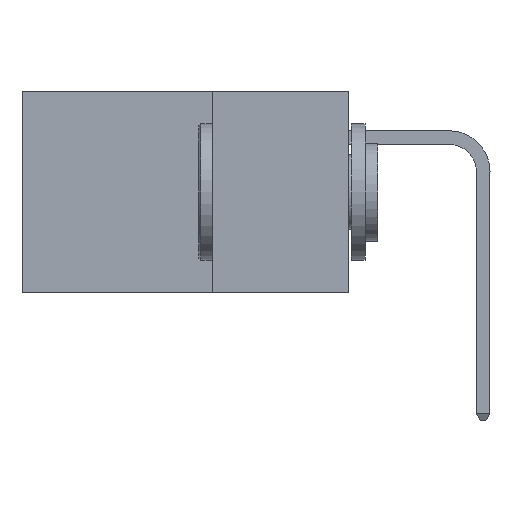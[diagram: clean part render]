
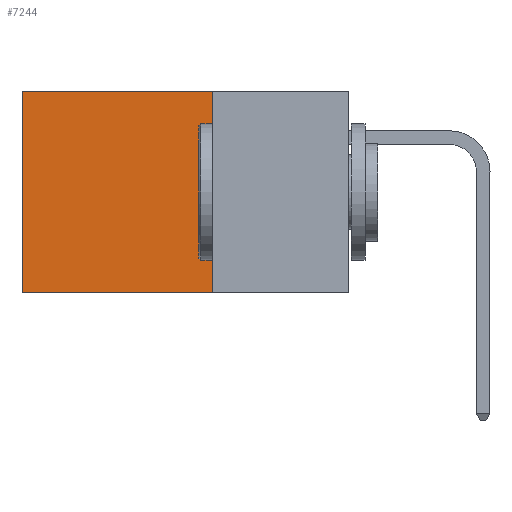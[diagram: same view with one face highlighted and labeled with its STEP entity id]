
A CAD part, left-side view. The second image highlights one B-rep face of the part: STEP entity #7244.
In plain terms, the highlighted planar face has unit normal (-1, 0, 0).
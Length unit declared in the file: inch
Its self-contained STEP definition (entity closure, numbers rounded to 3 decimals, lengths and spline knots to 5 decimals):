
#2179 = VECTOR ( 'NONE', #13816, 39.37008 ) ;
#2227 = CARTESIAN_POINT ( 'NONE',  ( 0.2875, 0.6, -0.37 ) ) ;
#2379 = DIRECTION ( 'NONE',  ( 0., 0., -1. ) ) ;
#2999 = DIRECTION ( 'NONE',  ( 0., 1., 0. ) ) ;
#3076 = VERTEX_POINT ( 'NONE', #26722 ) ;
#3207 = CARTESIAN_POINT ( 'NONE',  ( 0.2875, 0.25, -0.37 ) ) ;
#3269 = VERTEX_POINT ( 'NONE', #2227 ) ;
#5301 = EDGE_LOOP ( 'NONE', ( #27182, #14386, #17886, #13658 ) ) ;
#5530 = PLANE ( 'NONE',  #11646 ) ;
#6860 = LINE ( 'NONE', #27683, #26670 ) ;
#7244 = ADVANCED_FACE ( 'NONE', ( #28357 ), #5530, .F. ) ;
#7988 = EDGE_CURVE ( 'NONE', #29880, #3269, #27973, .T. ) ;
#8524 = EDGE_CURVE ( 'NONE', #28269, #3076, #23214, .T. ) ;
#11646 = AXIS2_PLACEMENT_3D ( 'NONE', #26203, #17152, #24085 ) ;
#13658 = ORIENTED_EDGE ( 'NONE', *, *, #8524, .T. ) ;
#13816 = DIRECTION ( 'NONE',  ( 0., 0., -1. ) ) ;
#14269 = VECTOR ( 'NONE', #2999, 39.37008 ) ;
#14386 = ORIENTED_EDGE ( 'NONE', *, *, #7988, .F. ) ;
#15558 = EDGE_CURVE ( 'NONE', #28269, #29880, #6860, .T. ) ;
#17152 = DIRECTION ( 'NONE',  ( 1., 0., 0. ) ) ;
#17886 = ORIENTED_EDGE ( 'NONE', *, *, #15558, .F. ) ;
#18419 = EDGE_CURVE ( 'NONE', #3076, #3269, #24546, .T. ) ;
#19567 = CARTESIAN_POINT ( 'NONE',  ( 0.2875, 0.25, 0. ) ) ;
#20528 = CARTESIAN_POINT ( 'NONE',  ( 0.2875, 0.6, 0. ) ) ;
#21011 = CARTESIAN_POINT ( 'NONE',  ( 0.2875, 0.25, 0. ) ) ;
#23214 = LINE ( 'NONE', #21011, #24661 ) ;
#24085 = DIRECTION ( 'NONE',  ( 0., 0., -1. ) ) ;
#24546 = LINE ( 'NONE', #20528, #2179 ) ;
#24661 = VECTOR ( 'NONE', #28174, 39.37008 ) ;
#26203 = CARTESIAN_POINT ( 'NONE',  ( 0.2875, 0.25, 0. ) ) ;
#26670 = VECTOR ( 'NONE', #2379, 39.37008 ) ;
#26722 = CARTESIAN_POINT ( 'NONE',  ( 0.2875, 0.6, 0. ) ) ;
#27182 = ORIENTED_EDGE ( 'NONE', *, *, #18419, .T. ) ;
#27683 = CARTESIAN_POINT ( 'NONE',  ( 0.2875, 0.25, 0. ) ) ;
#27973 = LINE ( 'NONE', #3207, #14269 ) ;
#28174 = DIRECTION ( 'NONE',  ( 0., 1., 0. ) ) ;
#28269 = VERTEX_POINT ( 'NONE', #19567 ) ;
#28357 = FACE_OUTER_BOUND ( 'NONE', #5301, .T. ) ;
#29303 = CARTESIAN_POINT ( 'NONE',  ( 0.2875, 0.25, -0.37 ) ) ;
#29880 = VERTEX_POINT ( 'NONE', #29303 ) ;
